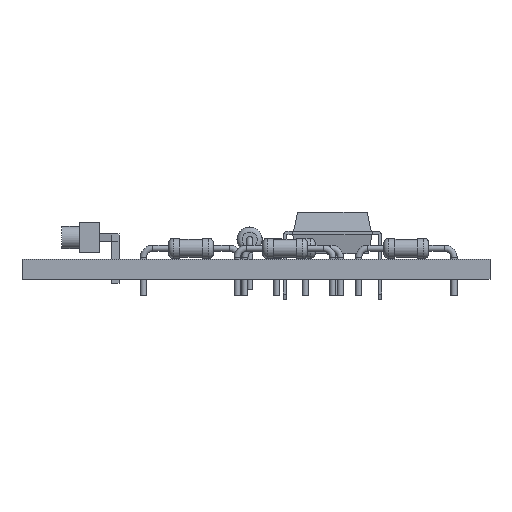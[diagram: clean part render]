
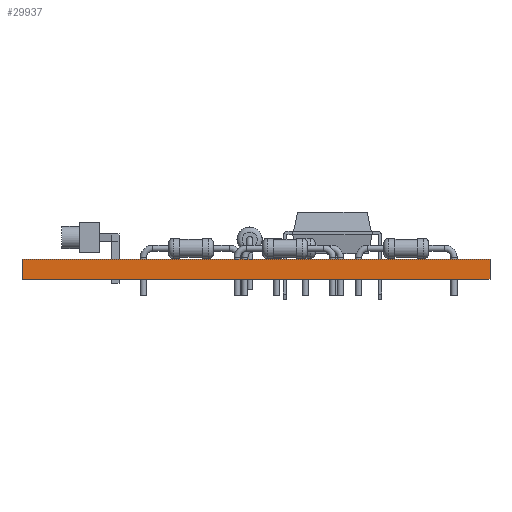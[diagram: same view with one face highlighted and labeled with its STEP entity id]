
A CAD part, front view. The second image highlights one B-rep face of the part: STEP entity #29937.
In plain terms, the highlighted planar face has unit normal (0, -1, 0).
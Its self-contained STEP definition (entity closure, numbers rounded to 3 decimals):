
#15270 = PLANE('',#15271);
#15271 = AXIS2_PLACEMENT_3D('',#15272,#15273,#15274);
#15272 = CARTESIAN_POINT('',(138.248,-69.217,0.));
#15273 = DIRECTION('',(-0.,-0.,-1.));
#15274 = DIRECTION('',(-1.,0.,0.));
#15324 = PLANE('',#15325);
#15325 = AXIS2_PLACEMENT_3D('',#15326,#15327,#15328);
#15326 = CARTESIAN_POINT('',(138.248,-69.217,1.6));
#15327 = DIRECTION('',(-0.,-0.,-1.));
#15328 = DIRECTION('',(-1.,0.,0.));
#15366 = VERTEX_POINT('',#15367);
#15367 = CARTESIAN_POINT('',(120.142,-112.776,0.));
#15383 = PLANE('',#15384);
#15384 = AXIS2_PLACEMENT_3D('',#15385,#15386,#15387);
#15385 = CARTESIAN_POINT('',(120.142,-112.776,0.));
#15386 = DIRECTION('',(-1.,0.,0.));
#15387 = DIRECTION('',(0.,1.,0.));
#16051 = VERTEX_POINT('',#16052);
#16052 = CARTESIAN_POINT('',(157.48,-112.776,0.));
#16066 = PLANE('',#16067);
#16067 = AXIS2_PLACEMENT_3D('',#16068,#16069,#16070);
#16068 = CARTESIAN_POINT('',(157.48,-24.638,0.));
#16069 = DIRECTION('',(1.,0.,-0.));
#16070 = DIRECTION('',(0.,-1.,0.));
#16078 = EDGE_CURVE('',#16051,#15366,#16079,.T.);
#16079 = SURFACE_CURVE('',#16080,(#16084,#16091),.PCURVE_S1.);
#16080 = LINE('',#16081,#16082);
#16081 = CARTESIAN_POINT('',(157.48,-112.776,0.));
#16082 = VECTOR('',#16083,1.);
#16083 = DIRECTION('',(-1.,0.,0.));
#16084 = PCURVE('',#15270,#16085);
#16085 = DEFINITIONAL_REPRESENTATION('',(#16086),#16090);
#16086 = LINE('',#16087,#16088);
#16087 = CARTESIAN_POINT('',(-19.232,-43.559));
#16088 = VECTOR('',#16089,1.);
#16089 = DIRECTION('',(1.,0.));
#16090 = ( GEOMETRIC_REPRESENTATION_CONTEXT(2) 
PARAMETRIC_REPRESENTATION_CONTEXT() REPRESENTATION_CONTEXT('2D SPACE',''
  ) );
#16091 = PCURVE('',#16092,#16097);
#16092 = PLANE('',#16093);
#16093 = AXIS2_PLACEMENT_3D('',#16094,#16095,#16096);
#16094 = CARTESIAN_POINT('',(157.48,-112.776,0.));
#16095 = DIRECTION('',(0.,-1.,0.));
#16096 = DIRECTION('',(-1.,0.,0.));
#16097 = DEFINITIONAL_REPRESENTATION('',(#16098),#16102);
#16098 = LINE('',#16099,#16100);
#16099 = CARTESIAN_POINT('',(0.,-0.));
#16100 = VECTOR('',#16101,1.);
#16101 = DIRECTION('',(1.,0.));
#16102 = ( GEOMETRIC_REPRESENTATION_CONTEXT(2) 
PARAMETRIC_REPRESENTATION_CONTEXT() REPRESENTATION_CONTEXT('2D SPACE',''
  ) );
#23260 = VERTEX_POINT('',#23261);
#23261 = CARTESIAN_POINT('',(120.142,-112.776,1.6));
#23818 = VERTEX_POINT('',#23819);
#23819 = CARTESIAN_POINT('',(157.48,-112.776,1.6));
#23840 = EDGE_CURVE('',#23818,#23260,#23841,.T.);
#23841 = SURFACE_CURVE('',#23842,(#23846,#23853),.PCURVE_S1.);
#23842 = LINE('',#23843,#23844);
#23843 = CARTESIAN_POINT('',(157.48,-112.776,1.6));
#23844 = VECTOR('',#23845,1.);
#23845 = DIRECTION('',(-1.,0.,0.));
#23846 = PCURVE('',#15324,#23847);
#23847 = DEFINITIONAL_REPRESENTATION('',(#23848),#23852);
#23848 = LINE('',#23849,#23850);
#23849 = CARTESIAN_POINT('',(-19.232,-43.559));
#23850 = VECTOR('',#23851,1.);
#23851 = DIRECTION('',(1.,0.));
#23852 = ( GEOMETRIC_REPRESENTATION_CONTEXT(2) 
PARAMETRIC_REPRESENTATION_CONTEXT() REPRESENTATION_CONTEXT('2D SPACE',''
  ) );
#23853 = PCURVE('',#16092,#23854);
#23854 = DEFINITIONAL_REPRESENTATION('',(#23855),#23859);
#23855 = LINE('',#23856,#23857);
#23856 = CARTESIAN_POINT('',(0.,-1.6));
#23857 = VECTOR('',#23858,1.);
#23858 = DIRECTION('',(1.,0.));
#23859 = ( GEOMETRIC_REPRESENTATION_CONTEXT(2) 
PARAMETRIC_REPRESENTATION_CONTEXT() REPRESENTATION_CONTEXT('2D SPACE',''
  ) );
#29894 = EDGE_CURVE('',#15366,#23260,#29895,.T.);
#29895 = SURFACE_CURVE('',#29896,(#29900,#29907),.PCURVE_S1.);
#29896 = LINE('',#29897,#29898);
#29897 = CARTESIAN_POINT('',(120.142,-112.776,0.));
#29898 = VECTOR('',#29899,1.);
#29899 = DIRECTION('',(0.,0.,1.));
#29900 = PCURVE('',#15383,#29901);
#29901 = DEFINITIONAL_REPRESENTATION('',(#29902),#29906);
#29902 = LINE('',#29903,#29904);
#29903 = CARTESIAN_POINT('',(0.,0.));
#29904 = VECTOR('',#29905,1.);
#29905 = DIRECTION('',(0.,-1.));
#29906 = ( GEOMETRIC_REPRESENTATION_CONTEXT(2) 
PARAMETRIC_REPRESENTATION_CONTEXT() REPRESENTATION_CONTEXT('2D SPACE',''
  ) );
#29907 = PCURVE('',#16092,#29908);
#29908 = DEFINITIONAL_REPRESENTATION('',(#29909),#29913);
#29909 = LINE('',#29910,#29911);
#29910 = CARTESIAN_POINT('',(37.338,0.));
#29911 = VECTOR('',#29912,1.);
#29912 = DIRECTION('',(0.,-1.));
#29913 = ( GEOMETRIC_REPRESENTATION_CONTEXT(2) 
PARAMETRIC_REPRESENTATION_CONTEXT() REPRESENTATION_CONTEXT('2D SPACE',''
  ) );
#29937 = ADVANCED_FACE('',(#29938),#16092,.T.);
#29938 = FACE_BOUND('',#29939,.T.);
#29939 = EDGE_LOOP('',(#29940,#29961,#29962,#29963));
#29940 = ORIENTED_EDGE('',*,*,#29941,.T.);
#29941 = EDGE_CURVE('',#16051,#23818,#29942,.T.);
#29942 = SURFACE_CURVE('',#29943,(#29947,#29954),.PCURVE_S1.);
#29943 = LINE('',#29944,#29945);
#29944 = CARTESIAN_POINT('',(157.48,-112.776,0.));
#29945 = VECTOR('',#29946,1.);
#29946 = DIRECTION('',(0.,0.,1.));
#29947 = PCURVE('',#16092,#29948);
#29948 = DEFINITIONAL_REPRESENTATION('',(#29949),#29953);
#29949 = LINE('',#29950,#29951);
#29950 = CARTESIAN_POINT('',(0.,-0.));
#29951 = VECTOR('',#29952,1.);
#29952 = DIRECTION('',(0.,-1.));
#29953 = ( GEOMETRIC_REPRESENTATION_CONTEXT(2) 
PARAMETRIC_REPRESENTATION_CONTEXT() REPRESENTATION_CONTEXT('2D SPACE',''
  ) );
#29954 = PCURVE('',#16066,#29955);
#29955 = DEFINITIONAL_REPRESENTATION('',(#29956),#29960);
#29956 = LINE('',#29957,#29958);
#29957 = CARTESIAN_POINT('',(88.138,0.));
#29958 = VECTOR('',#29959,1.);
#29959 = DIRECTION('',(0.,-1.));
#29960 = ( GEOMETRIC_REPRESENTATION_CONTEXT(2) 
PARAMETRIC_REPRESENTATION_CONTEXT() REPRESENTATION_CONTEXT('2D SPACE',''
  ) );
#29961 = ORIENTED_EDGE('',*,*,#23840,.T.);
#29962 = ORIENTED_EDGE('',*,*,#29894,.F.);
#29963 = ORIENTED_EDGE('',*,*,#16078,.F.);
